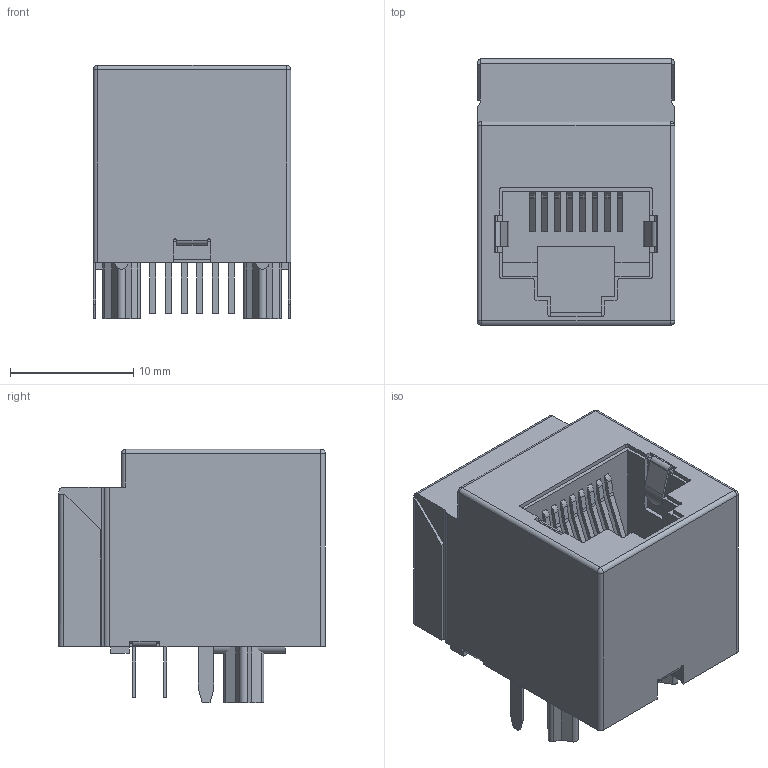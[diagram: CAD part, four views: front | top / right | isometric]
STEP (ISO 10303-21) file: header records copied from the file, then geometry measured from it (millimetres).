
FILE_DESCRIPTION((''),'2;1');
FILE_NAME('TYCO_1840061-1.stp','2012-09-03T11:18:05',(''),(''),'Mechanical Desktop 2011','Mechanical Desktop 2011',', , ');
FILE_SCHEMA(('AUTOMOTIVE_DESIGN { 1 2 10303 214 1 1 1 1 }'));
Length unit declared in the file: millimetre
Products named in the file (1): Product
Bounding box: 16 x 21.59 x 20.51 mm (x, y, z)
Volume: 4303.4 mm3; surface area: 5513.8 mm2
Topology: 35 solids, 35 shells, 486 faces, 1232 edges, 824 vertices
Faces by surface type: plane 338, cylinder 105, bspline 38, sphere 5
Entity records: 15450 total; most frequent: CARTESIAN_POINT 3621, ORIENTED_EDGE 2444, DIRECTION 2318, EDGE_CURVE 1222, VECTOR 1004, LINE 1004, VERTEX_POINT 808, AXIS2_PLACEMENT_3D 657
